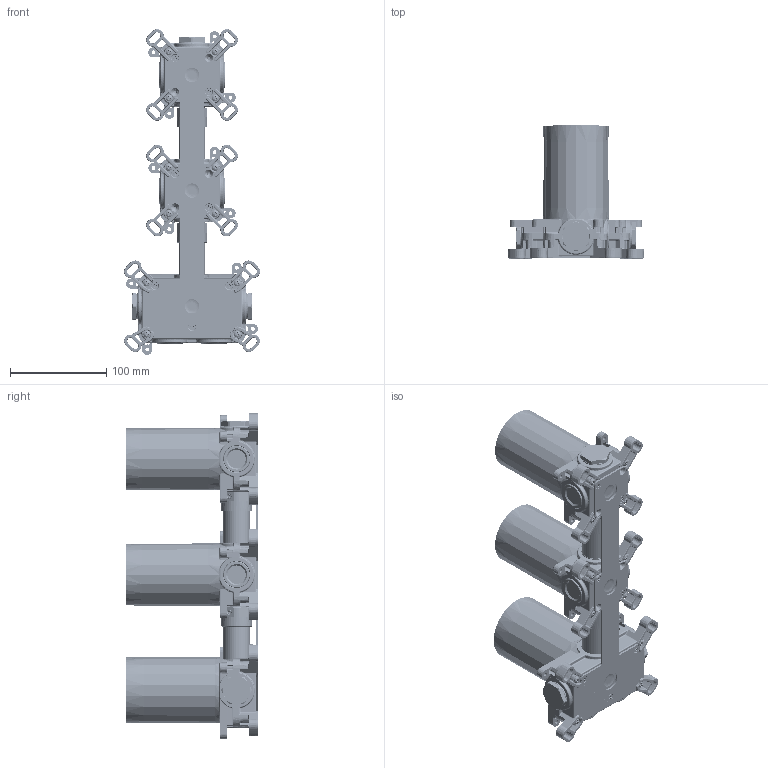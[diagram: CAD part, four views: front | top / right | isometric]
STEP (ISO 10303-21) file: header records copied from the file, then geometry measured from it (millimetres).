
FILE_DESCRIPTION(('CATIA V5 STEP Exchange','CAx-IF Rec.Pracs.--- Model Styling and Organization---1.5--- 2016-08-15','CAx-IF Rec.Pracs.---Supplemental Geometry---1.0---2011-11-01','CAx-IF Rec.Pracs.--- Composite Materials ---3.4---2017-06-13','CAx-IF Rec.Pracs.---Tessellated 3D Geometry---1.0---2015-12-17'),'2;1');
FILE_NAME('2 Uscite Verticale.stp','2024-06-07T14:03:37+00:00',('none'),('none'),'CATIA Version 5-6 Release 2020 SP2','CATIA V5 STEP AP242 v2','none');
FILE_SCHEMA(('AP242_MANAGED_MODEL_BASED_3D_ENGINEERING_MIM_LF {1 0 10303 442 1 1 4}'));
Products named in the file (1): 2UV
Bounding box: 141.07 x 137.5 x 337.91 mm (x, y, z)
Volume: 313834.2 mm3; surface area: 340070.6 mm2
Topology: 21 solids, 411 shells, 8856 faces, 24109 edges, 15178 vertices
Faces by surface type: cylinder 2711, bspline 2607, plane 1945, torus 671, cone 572, sphere 350
Entity records: 398659 total; most frequent: CARTESIAN_POINT 225377, ORIENTED_EDGE 46052, EDGE_CURVE 23499, DIRECTION 17172, VERTEX_POINT 15178, B_SPLINE_CURVE_WITH_KNOTS 12351, EDGE_LOOP 9083, ADVANCED_FACE 8856
